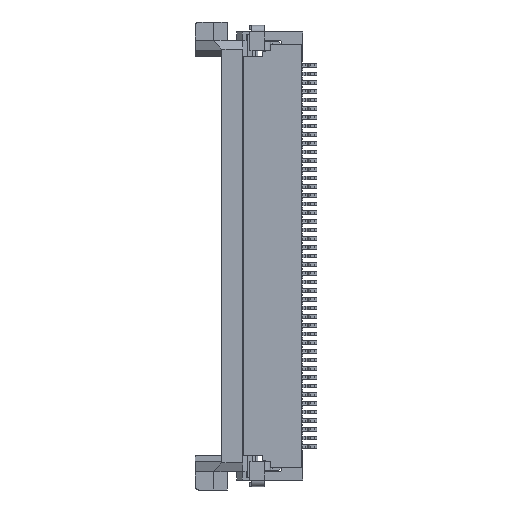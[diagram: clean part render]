
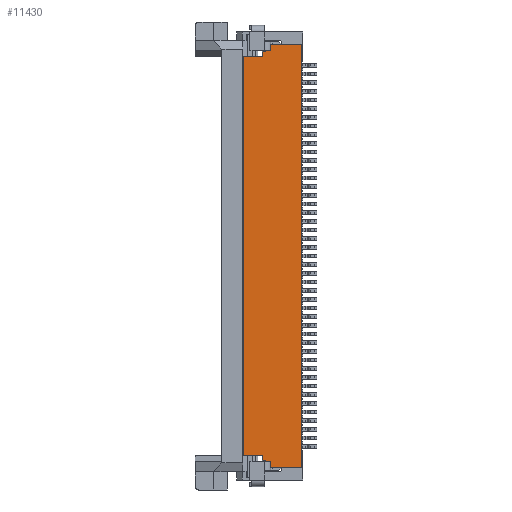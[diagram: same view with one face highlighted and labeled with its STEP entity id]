
A CAD part, left-side view. The second image highlights one B-rep face of the part: STEP entity #11430.
In plain terms, the highlighted face is planar.
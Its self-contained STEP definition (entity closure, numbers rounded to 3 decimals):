
#10080=CARTESIAN_POINT('',(0.5,34.25,-22.055));
#10090=DIRECTION('',(-1.,0.,0.));
#10100=DIRECTION('',(0.,0.,1.));
#10110=AXIS2_PLACEMENT_3D('',#10080,#10090,#10100);
#10120=PLANE('',#10110);
#10130=CARTESIAN_POINT('',(0.5,34.25,-26.33));
#10140=DIRECTION('',(0.,1.,0.));
#10150=VECTOR('',#10140,1.);
#10160=LINE('',#10130,#10150);
#10170=CARTESIAN_POINT('',(0.5,32.4,-26.33));
#10180=VERTEX_POINT('',#10170);
#10190=CARTESIAN_POINT('',(0.5,34.15,-26.33));
#10200=VERTEX_POINT('',#10190);
#10210=EDGE_CURVE('',#10180,#10200,#10160,.T.);
#10220=ORIENTED_EDGE('',*,*,#10210,.T.);
#10230=CARTESIAN_POINT('',(0.5,32.4,-27.055));
#10240=DIRECTION('',(0.,0.,-1.));
#10250=VECTOR('',#10240,1.);
#10260=LINE('',#10230,#10250);
#10270=CARTESIAN_POINT('',(0.5,32.4,-25.98));
#10280=VERTEX_POINT('',#10270);
#10290=EDGE_CURVE('',#10280,#10180,#10260,.T.);
#10300=ORIENTED_EDGE('',*,*,#10290,.T.);
#10310=CARTESIAN_POINT('',(0.5,34.25,-25.98));
#10320=DIRECTION('',(0.,1.,0.));
#10330=VECTOR('',#10320,1.);
#10340=LINE('',#10310,#10330);
#10350=CARTESIAN_POINT('',(0.5,32.337,-25.98));
#10360=VERTEX_POINT('',#10350);
#10370=EDGE_CURVE('',#10360,#10280,#10340,.T.);
#10380=ORIENTED_EDGE('',*,*,#10370,.T.);
#10390=CARTESIAN_POINT('',(0.5,31.3,-25.98));
#10400=DIRECTION('',(0.,1.,0.));
#10410=VECTOR('',#10400,1.);
#10420=LINE('',#10390,#10410);
#10430=CARTESIAN_POINT('',(0.5,32.15,-25.98));
#10440=VERTEX_POINT('',#10430);
#10450=EDGE_CURVE('',#10440,#10360,#10420,.T.);
#10460=ORIENTED_EDGE('',*,*,#10450,.T.);
#10470=CARTESIAN_POINT('',(0.5,34.25,-26.82));
#10480=DIRECTION('',(0.,0.928,
-0.371));
#10490=VECTOR('',#10480,1.);
#10500=LINE('',#10470,#10490);
#10510=CARTESIAN_POINT('',(0.5,31.9,-25.88));
#10520=VERTEX_POINT('',#10510);
#10530=EDGE_CURVE('',#10520,#10440,#10500,.T.);
#10540=ORIENTED_EDGE('',*,*,#10530,.T.);
#10550=CARTESIAN_POINT('',(0.5,31.9,-27.055));
#10560=DIRECTION('',(0.,0.,-1.));
#10570=VECTOR('',#10560,1.);
#10580=LINE('',#10550,#10570);
#10590=CARTESIAN_POINT('',(0.5,31.9,-25.63));
#10600=VERTEX_POINT('',#10590);
#10610=EDGE_CURVE('',#10600,#10520,#10580,.T.);
#10620=ORIENTED_EDGE('',*,*,#10610,.T.);
#10630=CARTESIAN_POINT('',(0.5,34.25,-25.63));
#10640=DIRECTION('',(0.,-1.,0.));
#10650=VECTOR('',#10640,1.);
#10660=LINE('',#10630,#10650);
#10670=CARTESIAN_POINT('',(0.5,30.85,-25.63));
#10680=VERTEX_POINT('',#10670);
#10690=EDGE_CURVE('',#10600,#10680,#10660,.T.);
#10700=ORIENTED_EDGE('',*,*,#10690,.F.);
#10710=CARTESIAN_POINT('',(0.5,30.85,-19.74));
#10720=DIRECTION('',(0.,0.,-1.));
#10730=VECTOR('',#10720,1.);
#10740=LINE('',#10710,#10730);
#10750=CARTESIAN_POINT('',(0.5,30.85,-2.63));
#10760=VERTEX_POINT('',#10750);
#10770=EDGE_CURVE('',#10760,#10680,#10740,.T.);
#10780=ORIENTED_EDGE('',*,*,#10770,.T.);
#10790=CARTESIAN_POINT('',(0.5,34.25,-2.63));
#10800=DIRECTION('',(0.,-1.,0.));
#10810=VECTOR('',#10800,1.);
#10820=LINE('',#10790,#10810);
#10830=CARTESIAN_POINT('',(0.5,31.9,-2.63));
#10840=VERTEX_POINT('',#10830);
#10850=EDGE_CURVE('',#10840,#10760,#10820,.T.);
#10860=ORIENTED_EDGE('',*,*,#10850,.T.);
#10870=CARTESIAN_POINT('',(0.5,31.9,-1.205));
#10880=DIRECTION('',(0.,0.,1.));
#10890=VECTOR('',#10880,1.);
#10900=LINE('',#10870,#10890);
#10910=CARTESIAN_POINT('',(0.5,31.9,-2.38));
#10920=VERTEX_POINT('',#10910);
#10930=EDGE_CURVE('',#10840,#10920,#10900,.T.);
#10940=ORIENTED_EDGE('',*,*,#10930,.F.);
#10950=CARTESIAN_POINT('',(0.5,34.25,-1.44));
#10960=DIRECTION('',(0.,0.928,
0.371));
#10970=VECTOR('',#10960,1.);
#10980=LINE('',#10950,#10970);
#10990=CARTESIAN_POINT('',(0.5,32.15,-2.28));
#11000=VERTEX_POINT('',#10990);
#11010=EDGE_CURVE('',#10920,#11000,#10980,.T.);
#11020=ORIENTED_EDGE('',*,*,#11010,.F.);
#11030=CARTESIAN_POINT('',(0.5,31.3,-2.28));
#11040=DIRECTION('',(0.,1.,0.));
#11050=VECTOR('',#11040,1.);
#11060=LINE('',#11030,#11050);
#11070=CARTESIAN_POINT('',(0.5,32.337,-2.28));
#11080=VERTEX_POINT('',#11070);
#11090=EDGE_CURVE('',#11000,#11080,#11060,.T.);
#11100=ORIENTED_EDGE('',*,*,#11090,.F.);
#11110=CARTESIAN_POINT('',(0.5,34.25,-2.28));
#11120=DIRECTION('',(0.,1.,0.));
#11130=VECTOR('',#11120,1.);
#11140=LINE('',#11110,#11130);
#11150=CARTESIAN_POINT('',(0.5,32.4,-2.28));
#11160=VERTEX_POINT('',#11150);
#11170=EDGE_CURVE('',#11080,#11160,#11140,.T.);
#11180=ORIENTED_EDGE('',*,*,#11170,.F.);
#11190=CARTESIAN_POINT('',(0.5,32.4,-1.205));
#11200=DIRECTION('',(0.,0.,1.));
#11210=VECTOR('',#11200,1.);
#11220=LINE('',#11190,#11210);
#11230=CARTESIAN_POINT('',(0.5,32.4,-1.93));
#11240=VERTEX_POINT('',#11230);
#11250=EDGE_CURVE('',#11160,#11240,#11220,.T.);
#11260=ORIENTED_EDGE('',*,*,#11250,.F.);
#11270=CARTESIAN_POINT('',(0.5,34.25,-1.93));
#11280=DIRECTION('',(0.,1.,0.));
#11290=VECTOR('',#11280,1.);
#11300=LINE('',#11270,#11290);
#11310=CARTESIAN_POINT('',(0.5,34.15,-1.93));
#11320=VERTEX_POINT('',#11310);
#11330=EDGE_CURVE('',#11240,#11320,#11300,.T.);
#11340=ORIENTED_EDGE('',*,*,#11330,.F.);
#11350=CARTESIAN_POINT('',(0.5,34.15,-22.52));
#11360=DIRECTION('',(0.,0.,-1.));
#11370=VECTOR('',#11360,1.);
#11380=LINE('',#11350,#11370);
#11390=EDGE_CURVE('',#11320,#10200,#11380,.T.);
#11400=ORIENTED_EDGE('',*,*,#11390,.F.);
#11410=EDGE_LOOP('',(#11400,#11340,#11260,#11180,#11100,#11020,#10940,
#10860,#10780,#10700,#10620,#10540,#10460,#10380,#10300,#10220));
#11420=FACE_OUTER_BOUND('',#11410,.T.);
#11430=ADVANCED_FACE('',(#11420),#10120,.F.);
